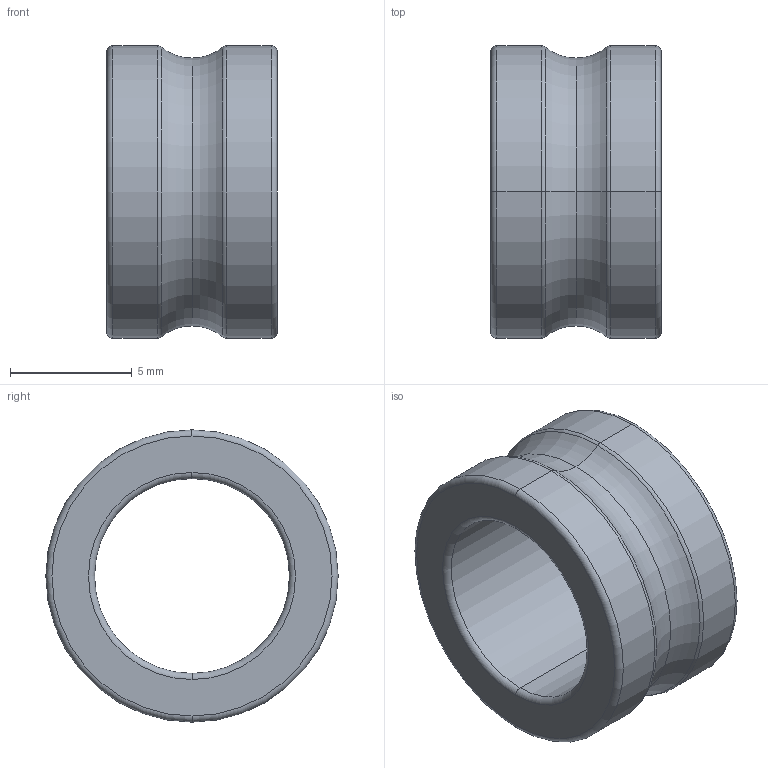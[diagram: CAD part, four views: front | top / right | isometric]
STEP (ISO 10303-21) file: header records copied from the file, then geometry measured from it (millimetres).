
FILE_DESCRIPTION (( 'STEP AP203' ), '1' );
FILE_NAME ('Moby-Roulement-D8-Bi_Défaut_sldprt.STEP', '2019-11-01T12:19:13', ( '' ), ( '' ), 'SwSTEP 2.0', 'SolidWorks 2017', '' );
FILE_SCHEMA (( 'CONFIG_CONTROL_DESIGN' ));
Length unit declared in the file: millimetre
Products named in the file (1): Moby-Roulement-D8-Bi_Défaut_sldprt
Bounding box: 7 x 12 x 12 mm (x, y, z)
Volume: 405 mm3; surface area: 554.7 mm2
Topology: 1 solids, 1 shells, 24 faces, 48 edges, 26 vertices
Faces by surface type: torus 16, cylinder 6, plane 2
Entity records: 711 total; most frequent: DIRECTION 140, CARTESIAN_POINT 99, ORIENTED_EDGE 96, AXIS2_PLACEMENT_3D 67, EDGE_CURVE 48, CIRCLE 42, VERTEX_POINT 26, EDGE_LOOP 26
